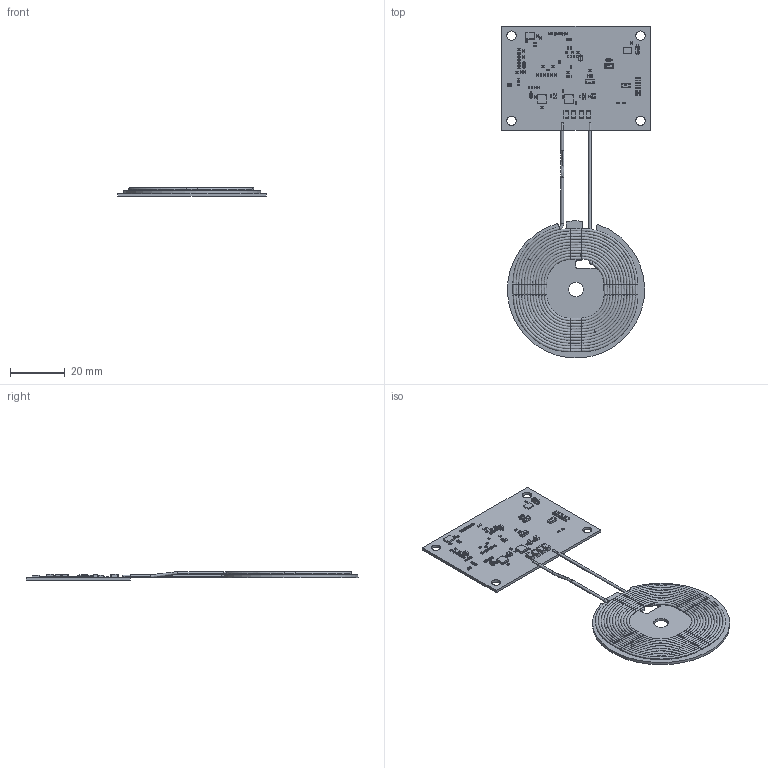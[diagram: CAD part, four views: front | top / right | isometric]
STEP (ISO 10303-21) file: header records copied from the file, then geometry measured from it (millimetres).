
FILE_DESCRIPTION((''),'2;1');
FILE_NAME('U30QT-6157B1_V1_1-20250526_ASM','2025-05-27T14:17:34',('刘威'),(''),'CREO PARAMETRIC BY PTC INC, 2023073','CREO PARAMETRIC BY PTC INC, 2023073','');
FILE_SCHEMA(('CONFIG_CONTROL_DESIGN','SHAPE_APPEARANCE_LAYERS_GROUPS'));
Products named in the file (152): BOARD; SOD-323_1; SOD-323_2; SOD-323_3; SOD-323_4; SOD-323_ASM; D1_ASM; SW3DPS-0402_SMD_RESISTOR; R33_ASM; R27_ASM; 30674400; C1_ASM; C2_ASM; 0402_SMD_CAPACITOR; C3_ASM; C4_ASM; C5_ASM; C6_ASM; C7_ASM; C9_ASM; C10_ASM; SW3DPS-0603_SMD_CAPACITOR; C11_ASM; C12_ASM; C13_ASM; 30674272; C14_ASM; C15_ASM; C16_ASM; EXTRUDED-82661; 812665120_ASM; EXTRUDED-83033; 812665256_ASM; EXTRUDED-83405; 812665392_ASM; C17_ASM; C18_ASM; 30674144; C19_ASM; C20_ASM ...
Assembly tree (276 placements, depth 5):
  U30QT-6157B1_V1_1-20250526_ASM
    PCB_ASM
      BOARD
      D1_ASM
        SOD-323_ASM
          SOD-323_1
          SOD-323_2
          SOD-323_3
          SOD-323_4
      R33_ASM
        SW3DPS-0402_SMD_RESISTOR
      R27_ASM
        SW3DPS-0402_SMD_RESISTOR
      C1_ASM
        30674400
      C2_ASM
        30674400
      C3_ASM
        0402_SMD_CAPACITOR
      C4_ASM
        0402_SMD_CAPACITOR
      C5_ASM
        0402_SMD_CAPACITOR
      C6_ASM
        0402_SMD_CAPACITOR
      C7_ASM
        0402_SMD_CAPACITOR
      C9_ASM
        30674400
      C10_ASM
        0402_SMD_CAPACITOR
      C11_ASM
        SW3DPS-0603_SMD_CAPACITOR
      C12_ASM
        30674400
      C13_ASM
        0402_SMD_CAPACITOR
      C14_ASM
        30674272
      C15_ASM
        SW3DPS-0603_SMD_CAPACITOR
      C16_ASM
        0402_SMD_CAPACITOR
      C17_ASM
        812665120_ASM
          EXTRUDED-82661
        812665256_ASM
          EXTRUDED-83033
        812665392_ASM
          EXTRUDED-83405
      C18_ASM
        0402_SMD_CAPACITOR
      C19_ASM
        30674144
      C20_ASM
        812665120_ASM
          EXTRUDED-82661
        812665256_ASM
          EXTRUDED-83033
        812665392_ASM
Bounding box: 54 x 120.95 x 3.1 mm (x, y, z)
Volume: 5034.6 mm3; surface area: 13068.7 mm2
Topology: 172 solids, 172 shells, 8124 faces, 19319 edges, 11349 vertices
Faces by surface type: plane 3596, extrusion 2061, cylinder 1633, sphere 632, bspline 202
Entity records: 87512 total; most frequent: CARTESIAN_POINT 40924, ORIENTED_EDGE 6290, DIRECTION 6083, PRESENTATION_STYLE_ASSIGNMENT 3458, EDGE_CURVE 3145, STYLED_ITEM 3050, CURVE_STYLE 2745, VECTOR 2029
